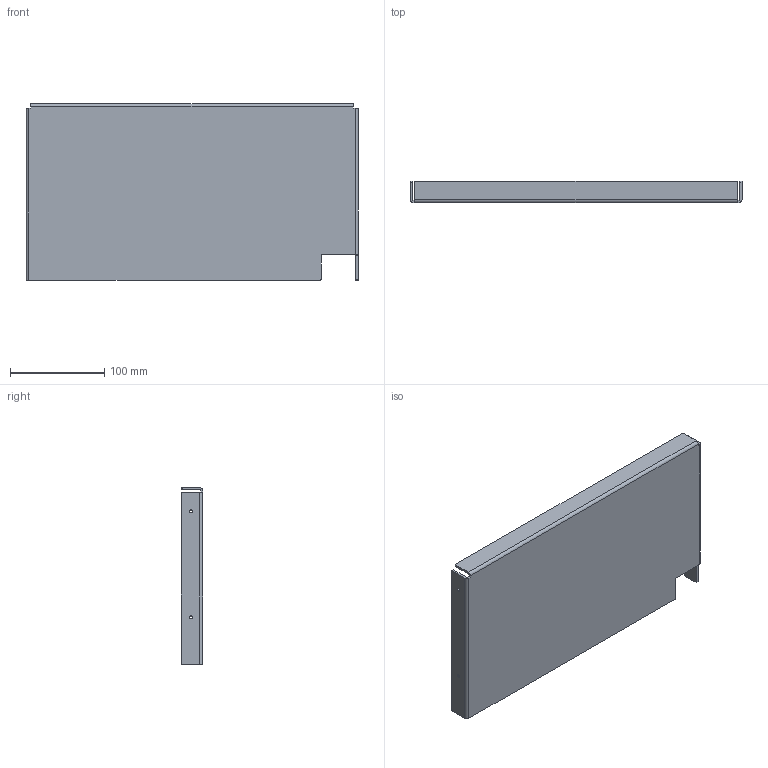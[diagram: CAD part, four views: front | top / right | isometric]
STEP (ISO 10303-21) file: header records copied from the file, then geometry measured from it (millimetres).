
FILE_DESCRIPTION (( 'STEP AP203' ), '1' );
FILE_NAME ('InternalWallSCS.STEP', '2024-12-09T00:33:27', ( '' ), ( '' ), 'SwSTEP 2.0', 'SolidWorks 2024', '' );
FILE_SCHEMA (( 'CONFIG_CONTROL_DESIGN' ));
Length unit declared in the file: millimetre
Products named in the file (1): InternalWallSCS
Bounding box: 352 x 22.76 x 187.3 mm (x, y, z)
Volume: 179683.5 mm3; surface area: 160143.2 mm2
Topology: 1 solids, 1 shells, 46 faces, 128 edges, 84 vertices
Faces by surface type: cylinder 24, plane 22
Entity records: 1581 total; most frequent: DIRECTION 270, CARTESIAN_POINT 259, ORIENTED_EDGE 256, EDGE_CURVE 128, AXIS2_PLACEMENT_3D 95, VERTEX_POINT 84, LINE 80, VECTOR 80
